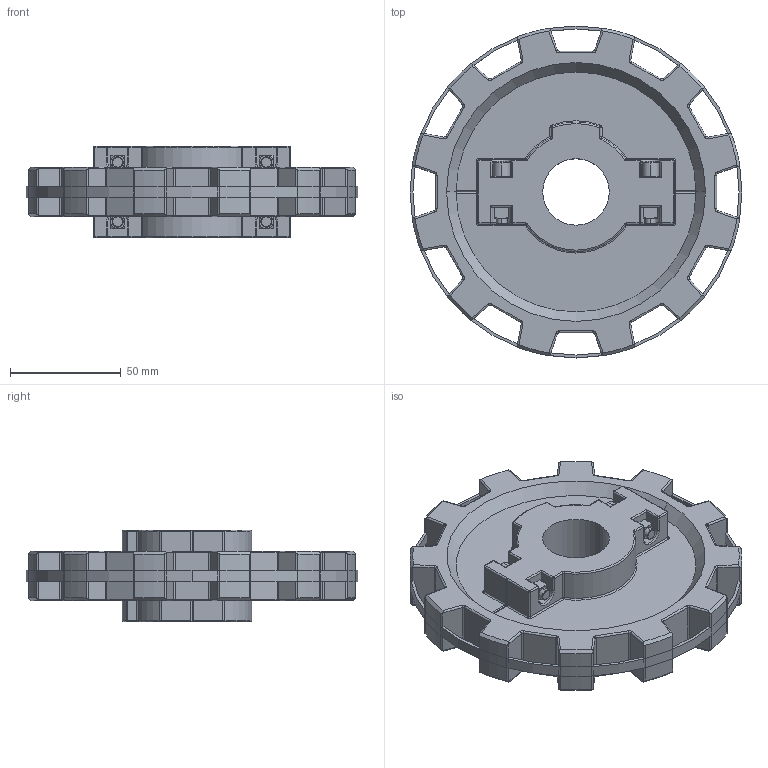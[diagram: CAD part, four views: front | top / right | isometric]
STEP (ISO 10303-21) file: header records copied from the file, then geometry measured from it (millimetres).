
FILE_DESCRIPTION((''),'2;1');
FILE_NAME('NS882_ASM','2019-08-30T',('SYSTEM'),(''),'PRO/ENGINEER BY PARAMETRIC TECHNOLOGY CORPORATION, 2016360','PRO/ENGINEER BY PARAMETRIC TECHNOLOGY CORPORATION, 2016360','');
FILE_SCHEMA(('AUTOMOTIVE_DESIGN { 1 0 10303 214 1 1 1 1 }'));
Length unit declared in the file: inch
Products named in the file (3): NS882_12; NS882_OD_PD; NS882_ASM
Assembly tree (2 placements, depth 2):
  NS882_ASM
    NS882_12
    NS882_OD_PD
Bounding box: 149.86 x 149.86 x 41.4 mm (x, y, z)
Volume: 304112.9 mm3; surface area: 63522.9 mm2
Topology: 2 solids, 2 shells, 647 faces, 1609 edges, 942 vertices
Faces by surface type: cylinder 295, plane 151, torus 103, cone 60, sphere 38
Entity records: 23918 total; most frequent: CARTESIAN_POINT 4733, DIRECTION 3308, ORIENTED_EDGE 3142, EDGE_CURVE 1571, AXIS2_PLACEMENT_3D 1317, VERTEX_POINT 942, VECTOR 674, LINE 674
